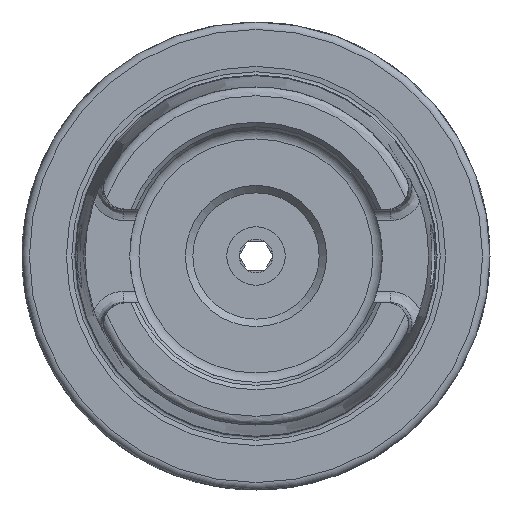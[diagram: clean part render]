
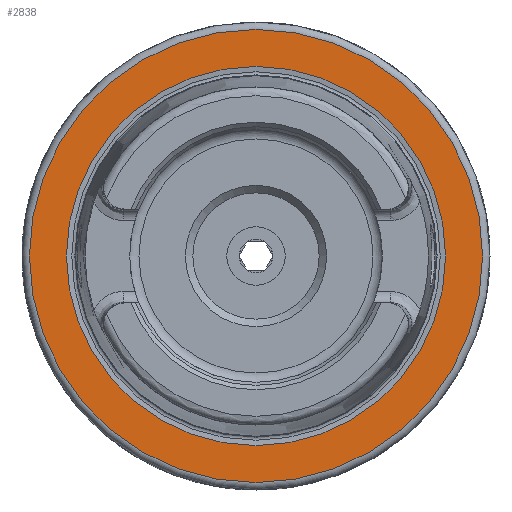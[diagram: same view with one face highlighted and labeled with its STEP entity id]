
A CAD part, left-side view. The second image highlights one B-rep face of the part: STEP entity #2838.
In plain terms, the highlighted planar face has unit normal (-1, 0, 0).
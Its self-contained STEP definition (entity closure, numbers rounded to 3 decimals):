
#236=FACE_BOUND('',#784,.T.);
#387=CIRCLE('',#3158,25.521);
#388=CIRCLE('',#3160,30.5);
#591=FACE_OUTER_BOUND('',#783,.T.);
#783=EDGE_LOOP('',(#2592));
#784=EDGE_LOOP('',(#2593));
#1334=VERTEX_POINT('',#6517);
#1335=VERTEX_POINT('',#6521);
#1754=EDGE_CURVE('',#1334,#1334,#387,.T.);
#1755=EDGE_CURVE('',#1335,#1335,#388,.T.);
#2592=ORIENTED_EDGE('',*,*,#1755,.F.);
#2593=ORIENTED_EDGE('',*,*,#1754,.T.);
#2672=PLANE('',#3159);
#2838=ADVANCED_FACE('',(#591,#236),#2672,.T.);
#3158=AXIS2_PLACEMENT_3D('',#6519,#3909,#3910);
#3159=AXIS2_PLACEMENT_3D('',#6520,#3911,#3912);
#3160=AXIS2_PLACEMENT_3D('',#6522,#3913,#3914);
#3909=DIRECTION('center_axis',(1.,0.,0.));
#3910=DIRECTION('ref_axis',(0.,0.,-1.));
#3911=DIRECTION('center_axis',(-1.,0.,0.));
#3912=DIRECTION('ref_axis',(0.,0.,1.));
#3913=DIRECTION('center_axis',(1.,0.,0.));
#3914=DIRECTION('ref_axis',(0.,0.,-1.));
#6517=CARTESIAN_POINT('',(0.,-25.521,0.));
#6519=CARTESIAN_POINT('Origin',(0.,0.,
0.));
#6520=CARTESIAN_POINT('Origin',(0.,30.5,0.));
#6521=CARTESIAN_POINT('',(0.,0.,30.5));
#6522=CARTESIAN_POINT('Origin',(0.,0.,
0.));
